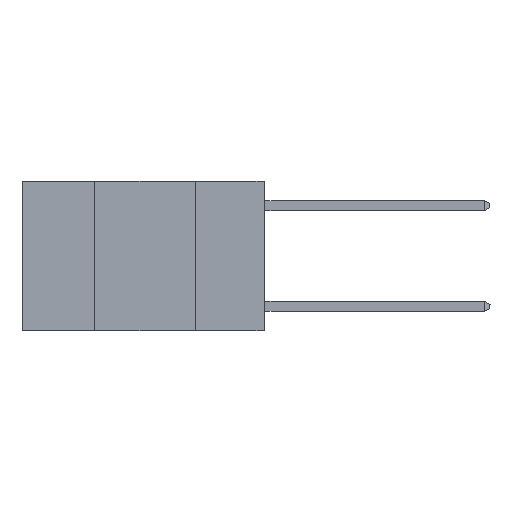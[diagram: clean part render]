
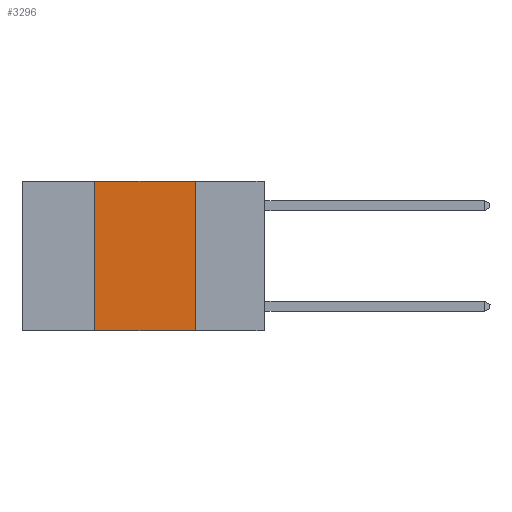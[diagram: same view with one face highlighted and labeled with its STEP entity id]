
A CAD part, left-side view. The second image highlights one B-rep face of the part: STEP entity #3296.
In plain terms, the highlighted planar face has unit normal (-1, 0, 0).
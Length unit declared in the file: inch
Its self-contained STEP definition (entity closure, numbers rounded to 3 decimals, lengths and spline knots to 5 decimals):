
#411 = ORIENTED_EDGE ( 'NONE', *, *, #6119, .T. ) ;
#662 = DIRECTION ( 'NONE',  ( 0., 0., -1. ) ) ;
#703 = DIRECTION ( 'NONE',  ( 1., 0., 0. ) ) ;
#704 = EDGE_LOOP ( 'NONE', ( #11054, #714, #5631, #411 ) ) ;
#714 = ORIENTED_EDGE ( 'NONE', *, *, #3351, .F. ) ;
#744 = PLANE ( 'NONE',  #8414 ) ;
#773 = CARTESIAN_POINT ( 'NONE',  ( 0., 0.6, 0. ) ) ;
#1194 = CARTESIAN_POINT ( 'NONE',  ( 0., 0.17, 0. ) ) ;
#2136 = VECTOR ( 'NONE', #11618, 39.37008 ) ;
#2816 = CARTESIAN_POINT ( 'NONE',  ( 0., 0.6, 0. ) ) ;
#3116 = VERTEX_POINT ( 'NONE', #6993 ) ;
#3296 = ADVANCED_FACE ( 'NONE', ( #4394 ), #744, .F. ) ;
#3312 = CARTESIAN_POINT ( 'NONE',  ( 0., 0.17, -0.37 ) ) ;
#3351 = EDGE_CURVE ( 'NONE', #8056, #10791, #3784, .T. ) ;
#3437 = EDGE_CURVE ( 'NONE', #10791, #12210, #10888, .T. ) ;
#3784 = LINE ( 'NONE', #773, #11178 ) ;
#4394 = FACE_OUTER_BOUND ( 'NONE', #704, .T. ) ;
#4807 = DIRECTION ( 'NONE',  ( 0., 0., -1. ) ) ;
#5631 = ORIENTED_EDGE ( 'NONE', *, *, #10644, .F. ) ;
#5684 = LINE ( 'NONE', #12473, #8265 ) ;
#6119 = EDGE_CURVE ( 'NONE', #3116, #12210, #5684, .T. ) ;
#6495 = CARTESIAN_POINT ( 'NONE',  ( 0., 0.42, 0. ) ) ;
#6752 = DIRECTION ( 'NONE',  ( 0., -1., 0. ) ) ;
#6993 = CARTESIAN_POINT ( 'NONE',  ( 0., 0.42, -0.37 ) ) ;
#8056 = VERTEX_POINT ( 'NONE', #6495 ) ;
#8265 = VECTOR ( 'NONE', #6752, 39.37008 ) ;
#8414 = AXIS2_PLACEMENT_3D ( 'NONE', #2816, #703, #662 ) ;
#9568 = LINE ( 'NONE', #12519, #2136 ) ;
#10598 = VECTOR ( 'NONE', #4807, 39.37008 ) ;
#10607 = CARTESIAN_POINT ( 'NONE',  ( 0., 0.17, 0. ) ) ;
#10644 = EDGE_CURVE ( 'NONE', #3116, #8056, #9568, .T. ) ;
#10791 = VERTEX_POINT ( 'NONE', #1194 ) ;
#10888 = LINE ( 'NONE', #10607, #10598 ) ;
#11054 = ORIENTED_EDGE ( 'NONE', *, *, #3437, .F. ) ;
#11178 = VECTOR ( 'NONE', #12362, 39.37008 ) ;
#11618 = DIRECTION ( 'NONE',  ( 0., 0., 1. ) ) ;
#12210 = VERTEX_POINT ( 'NONE', #3312 ) ;
#12362 = DIRECTION ( 'NONE',  ( 0., -1., 0. ) ) ;
#12473 = CARTESIAN_POINT ( 'NONE',  ( 0., 0.6, -0.37 ) ) ;
#12519 = CARTESIAN_POINT ( 'NONE',  ( 0., 0.42, 0. ) ) ;
